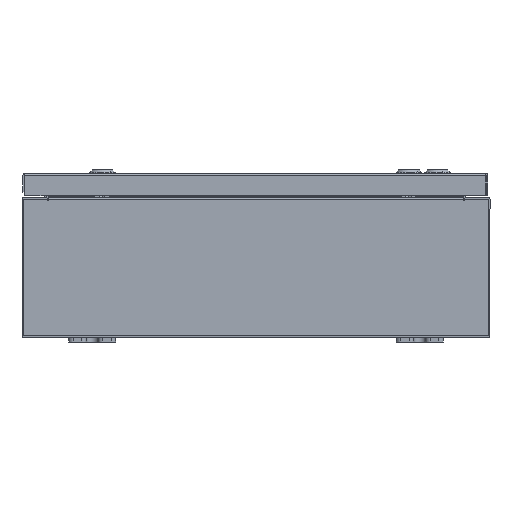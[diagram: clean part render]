
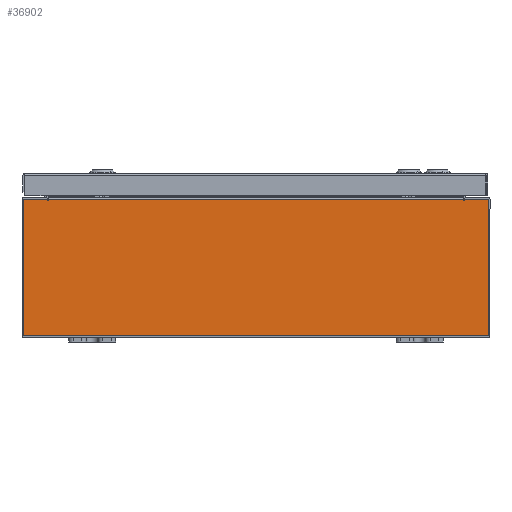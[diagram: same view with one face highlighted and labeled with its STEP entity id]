
A CAD part, front view. The second image highlights one B-rep face of the part: STEP entity #36902.
In plain terms, the highlighted face is planar.
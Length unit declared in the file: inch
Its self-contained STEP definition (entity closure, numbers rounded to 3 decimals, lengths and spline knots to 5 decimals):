
#500 = CARTESIAN_POINT ( 'NONE',  ( 9.9253, 0., 2.9253 ) ) ;
#1497 = VERTEX_POINT ( 'NONE', #28532 ) ;
#2892 = ORIENTED_EDGE ( 'NONE', *, *, #48963, .T. ) ;
#3011 = CARTESIAN_POINT ( 'NONE',  ( -8.8872, 0., 2.9123 ) ) ;
#3312 = CARTESIAN_POINT ( 'NONE',  ( -9.9253, 0., 2.9253 ) ) ;
#5118 = LINE ( 'NONE', #34962, #40757 ) ;
#5227 = EDGE_CURVE ( 'NONE', #49457, #33702, #57527, .T. ) ;
#5623 = DIRECTION ( 'NONE',  ( 0., 0., -1. ) ) ;
#6163 = DIRECTION ( 'NONE',  ( 0., 0., -1. ) ) ;
#6678 = AXIS2_PLACEMENT_3D ( 'NONE', #26396, #11976, #45903 ) ;
#6728 = CARTESIAN_POINT ( 'NONE',  ( -8.8872, 0., 2.87495 ) ) ;
#7109 = PLANE ( 'NONE',  #6678 ) ;
#7907 = VECTOR ( 'NONE', #6163, 39.37008 ) ;
#8030 = LINE ( 'NONE', #3312, #16369 ) ;
#9442 = AXIS2_PLACEMENT_3D ( 'NONE', #15826, #49739, #20668 ) ;
#9983 = VERTEX_POINT ( 'NONE', #59174 ) ;
#11362 = DIRECTION ( 'NONE',  ( 0., 0., -1. ) ) ;
#11976 = DIRECTION ( 'NONE',  ( 0., -1., 0. ) ) ;
#12860 = CIRCLE ( 'NONE', #58216, 0.01868 ) ;
#13341 = DIRECTION ( 'NONE',  ( 0., 1., 0. ) ) ;
#13761 = VECTOR ( 'NONE', #37783, 39.37008 ) ;
#14230 = VECTOR ( 'NONE', #5623, 39.37008 ) ;
#15792 = ORIENTED_EDGE ( 'NONE', *, *, #46427, .T. ) ;
#15826 = CARTESIAN_POINT ( 'NONE',  ( -8.90587, 0., 2.87495 ) ) ;
#16369 = VECTOR ( 'NONE', #22762, 39.37008 ) ;
#16950 = ORIENTED_EDGE ( 'NONE', *, *, #45572, .F. ) ;
#17160 = ORIENTED_EDGE ( 'NONE', *, *, #58554, .F. ) ;
#17289 = VECTOR ( 'NONE', #60932, 39.37008 ) ;
#17538 = CARTESIAN_POINT ( 'NONE',  ( -9.9253, 0., -2.9253 ) ) ;
#17609 = DIRECTION ( 'NONE',  ( 1., 0., 0. ) ) ;
#20668 = DIRECTION ( 'NONE',  ( 0., 0., -1. ) ) ;
#21848 = ORIENTED_EDGE ( 'NONE', *, *, #44081, .F. ) ;
#22065 = EDGE_LOOP ( 'NONE', ( #21848, #34829, #59802, #33820, #16950, #17160, #59875, #2892, #55290, #15792, #56230, #55053 ) ) ;
#22278 = DIRECTION ( 'NONE',  ( 0., 0., 1. ) ) ;
#22762 = DIRECTION ( 'NONE',  ( 1., 0., 0. ) ) ;
#22935 = VERTEX_POINT ( 'NONE', #32022 ) ;
#22982 = FACE_OUTER_BOUND ( 'NONE', #22065, .T. ) ;
#26396 = CARTESIAN_POINT ( 'NONE',  ( 0., 0., 0. ) ) ;
#27021 = LINE ( 'NONE', #46113, #51273 ) ;
#27160 = CARTESIAN_POINT ( 'NONE',  ( -9.9253, 0., 2.9253 ) ) ;
#27838 = CARTESIAN_POINT ( 'NONE',  ( 8.92455, 0., 2.9253 ) ) ;
#28532 = CARTESIAN_POINT ( 'NONE',  ( -8.92455, 0., 2.9253 ) ) ;
#29056 = EDGE_CURVE ( 'NONE', #49457, #50198, #51366, .T. ) ;
#30415 = LINE ( 'NONE', #35566, #54629 ) ;
#31748 = DIRECTION ( 'NONE',  ( 0., 0., 1. ) ) ;
#32022 = CARTESIAN_POINT ( 'NONE',  ( 8.92455, 0., 2.87495 ) ) ;
#32073 = CARTESIAN_POINT ( 'NONE',  ( 8.8872, 0., 2.9123 ) ) ;
#33702 = VERTEX_POINT ( 'NONE', #32073 ) ;
#33820 = ORIENTED_EDGE ( 'NONE', *, *, #5227, .T. ) ;
#34829 = ORIENTED_EDGE ( 'NONE', *, *, #45280, .F. ) ;
#34962 = CARTESIAN_POINT ( 'NONE',  ( -8.92455, 0., 0. ) ) ;
#35566 = CARTESIAN_POINT ( 'NONE',  ( 9.9253, 0., 2.9253 ) ) ;
#36902 = ADVANCED_FACE ( 'NONE', ( #22982 ), #7109, .F. ) ;
#37494 = CARTESIAN_POINT ( 'NONE',  ( 8.8872, 0., 2.87495 ) ) ;
#37783 = DIRECTION ( 'NONE',  ( 1., 0., 0. ) ) ;
#39209 = EDGE_CURVE ( 'NONE', #48412, #1497, #39550, .T. ) ;
#39550 = LINE ( 'NONE', #61896, #13761 ) ;
#39859 = CARTESIAN_POINT ( 'NONE',  ( -9.9253, 0., -2.9253 ) ) ;
#40757 = VECTOR ( 'NONE', #49773, 39.37008 ) ;
#42353 = CARTESIAN_POINT ( 'NONE',  ( 8.90588, 0., 2.87495 ) ) ;
#43216 = VERTEX_POINT ( 'NONE', #500 ) ;
#43498 = VERTEX_POINT ( 'NONE', #55313 ) ;
#44081 = EDGE_CURVE ( 'NONE', #9983, #1497, #5118, .T. ) ;
#44430 = CARTESIAN_POINT ( 'NONE',  ( -8.8872, 0., 0. ) ) ;
#44642 = VECTOR ( 'NONE', #17609, 39.37008 ) ;
#45280 = EDGE_CURVE ( 'NONE', #50198, #9983, #45997, .T. ) ;
#45572 = EDGE_CURVE ( 'NONE', #58559, #33702, #27021, .T. ) ;
#45903 = DIRECTION ( 'NONE',  ( 0., 0., -1. ) ) ;
#45997 = CIRCLE ( 'NONE', #9442, 0.01868 ) ;
#46113 = CARTESIAN_POINT ( 'NONE',  ( 8.8872, 0., 0. ) ) ;
#46427 = EDGE_CURVE ( 'NONE', #43498, #54630, #55939, .T. ) ;
#47247 = DIRECTION ( 'NONE',  ( 0., 0., -1. ) ) ;
#48412 = VERTEX_POINT ( 'NONE', #27160 ) ;
#48963 = EDGE_CURVE ( 'NONE', #50458, #43216, #8030, .T. ) ;
#49457 = VERTEX_POINT ( 'NONE', #59364 ) ;
#49739 = DIRECTION ( 'NONE',  ( 0., 1., 0. ) ) ;
#49773 = DIRECTION ( 'NONE',  ( 0., 0., 1. ) ) ;
#50198 = VERTEX_POINT ( 'NONE', #6728 ) ;
#50458 = VERTEX_POINT ( 'NONE', #27838 ) ;
#50854 = EDGE_CURVE ( 'NONE', #50458, #22935, #56424, .T. ) ;
#51273 = VECTOR ( 'NONE', #31748, 39.37008 ) ;
#51366 = LINE ( 'NONE', #44430, #14230 ) ;
#54629 = VECTOR ( 'NONE', #11362, 39.37008 ) ;
#54630 = VERTEX_POINT ( 'NONE', #39859 ) ;
#55053 = ORIENTED_EDGE ( 'NONE', *, *, #39209, .T. ) ;
#55290 = ORIENTED_EDGE ( 'NONE', *, *, #57374, .T. ) ;
#55313 = CARTESIAN_POINT ( 'NONE',  ( 9.9253, 0., -2.9253 ) ) ;
#55939 = LINE ( 'NONE', #17538, #17289 ) ;
#56158 = EDGE_CURVE ( 'NONE', #54630, #48412, #59224, .T. ) ;
#56205 = CARTESIAN_POINT ( 'NONE',  ( -9.9253, 0., 2.9253 ) ) ;
#56230 = ORIENTED_EDGE ( 'NONE', *, *, #56158, .T. ) ;
#56424 = LINE ( 'NONE', #59318, #7907 ) ;
#57374 = EDGE_CURVE ( 'NONE', #43216, #43498, #30415, .T. ) ;
#57527 = LINE ( 'NONE', #3011, #44642 ) ;
#58216 = AXIS2_PLACEMENT_3D ( 'NONE', #42353, #13341, #47247 ) ;
#58554 = EDGE_CURVE ( 'NONE', #22935, #58559, #12860, .T. ) ;
#58559 = VERTEX_POINT ( 'NONE', #37494 ) ;
#59174 = CARTESIAN_POINT ( 'NONE',  ( -8.92455, 0., 2.87495 ) ) ;
#59224 = LINE ( 'NONE', #56205, #62257 ) ;
#59318 = CARTESIAN_POINT ( 'NONE',  ( 8.92455, 0., 0. ) ) ;
#59364 = CARTESIAN_POINT ( 'NONE',  ( -8.8872, 0., 2.9123 ) ) ;
#59802 = ORIENTED_EDGE ( 'NONE', *, *, #29056, .F. ) ;
#59875 = ORIENTED_EDGE ( 'NONE', *, *, #50854, .F. ) ;
#60932 = DIRECTION ( 'NONE',  ( -1., 0., 0. ) ) ;
#61896 = CARTESIAN_POINT ( 'NONE',  ( -9.9253, 0., 2.9253 ) ) ;
#62257 = VECTOR ( 'NONE', #22278, 39.37008 ) ;
